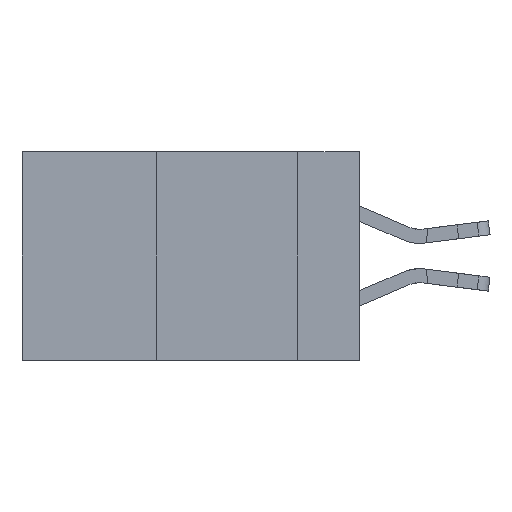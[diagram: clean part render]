
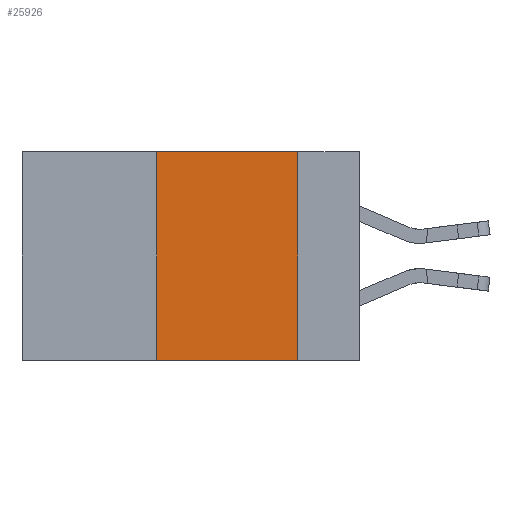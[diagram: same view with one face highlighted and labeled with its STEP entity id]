
A CAD part, left-side view. The second image highlights one B-rep face of the part: STEP entity #25926.
In plain terms, the highlighted planar face has unit normal (-1, 0, 0).
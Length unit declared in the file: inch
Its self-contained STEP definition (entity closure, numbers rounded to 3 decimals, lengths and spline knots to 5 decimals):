
#3881 = EDGE_CURVE ( 'NONE', #21120, #32158, #11949, .T. ) ;
#4134 = EDGE_CURVE ( 'NONE', #23949, #32158, #8835, .T. ) ;
#4202 = DIRECTION ( 'NONE',  ( 0., -1., 0. ) ) ;
#5458 = ORIENTED_EDGE ( 'NONE', *, *, #19095, .F. ) ;
#6046 = EDGE_LOOP ( 'NONE', ( #12386, #16388, #5458, #11558 ) ) ;
#6503 = DIRECTION ( 'NONE',  ( 0., 0., 1. ) ) ;
#6987 = EDGE_CURVE ( 'NONE', #13827, #23949, #17285, .T. ) ;
#8705 = PLANE ( 'NONE',  #14680 ) ;
#8717 = VECTOR ( 'NONE', #4202, 39.37008 ) ;
#8835 = LINE ( 'NONE', #31865, #9352 ) ;
#9352 = VECTOR ( 'NONE', #11044, 39.37008 ) ;
#10129 = CARTESIAN_POINT ( 'NONE',  ( 0., 0.11, 0. ) ) ;
#11044 = DIRECTION ( 'NONE',  ( 0., 0., -1. ) ) ;
#11405 = DIRECTION ( 'NONE',  ( 0., 0., -1. ) ) ;
#11558 = ORIENTED_EDGE ( 'NONE', *, *, #3881, .T. ) ;
#11898 = CARTESIAN_POINT ( 'NONE',  ( 0., 0.36, 0. ) ) ;
#11949 = LINE ( 'NONE', #32113, #8717 ) ;
#12386 = ORIENTED_EDGE ( 'NONE', *, *, #4134, .F. ) ;
#13827 = VERTEX_POINT ( 'NONE', #29957 ) ;
#14680 = AXIS2_PLACEMENT_3D ( 'NONE', #21970, #29547, #11405 ) ;
#14856 = CARTESIAN_POINT ( 'NONE',  ( 0., 0.11, -0.37 ) ) ;
#16388 = ORIENTED_EDGE ( 'NONE', *, *, #6987, .F. ) ;
#16446 = FACE_OUTER_BOUND ( 'NONE', #6046, .T. ) ;
#17285 = LINE ( 'NONE', #20133, #18994 ) ;
#18994 = VECTOR ( 'NONE', #25340, 39.37008 ) ;
#19095 = EDGE_CURVE ( 'NONE', #21120, #13827, #29702, .T. ) ;
#20133 = CARTESIAN_POINT ( 'NONE',  ( 0., 0.6, 0. ) ) ;
#20417 = VECTOR ( 'NONE', #6503, 39.37008 ) ;
#21120 = VERTEX_POINT ( 'NONE', #21398 ) ;
#21398 = CARTESIAN_POINT ( 'NONE',  ( 0., 0.36, -0.37 ) ) ;
#21970 = CARTESIAN_POINT ( 'NONE',  ( 0., 0.6, 0. ) ) ;
#23949 = VERTEX_POINT ( 'NONE', #10129 ) ;
#25340 = DIRECTION ( 'NONE',  ( 0., -1., 0. ) ) ;
#25926 = ADVANCED_FACE ( 'NONE', ( #16446 ), #8705, .F. ) ;
#29547 = DIRECTION ( 'NONE',  ( 1., 0., 0. ) ) ;
#29702 = LINE ( 'NONE', #11898, #20417 ) ;
#29957 = CARTESIAN_POINT ( 'NONE',  ( 0., 0.36, 0. ) ) ;
#31865 = CARTESIAN_POINT ( 'NONE',  ( 0., 0.11, 0. ) ) ;
#32113 = CARTESIAN_POINT ( 'NONE',  ( 0., 0.6, -0.37 ) ) ;
#32158 = VERTEX_POINT ( 'NONE', #14856 ) ;
